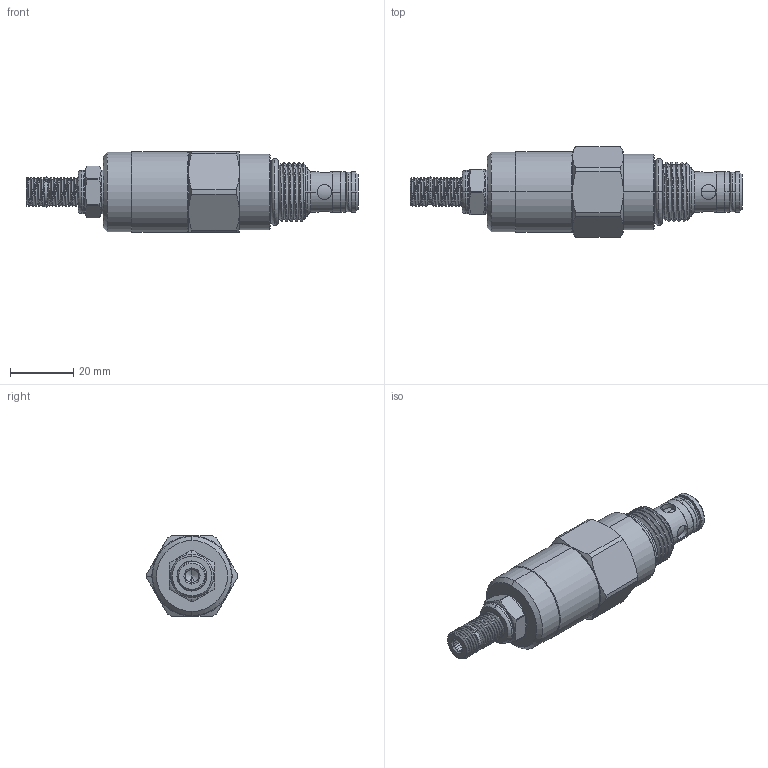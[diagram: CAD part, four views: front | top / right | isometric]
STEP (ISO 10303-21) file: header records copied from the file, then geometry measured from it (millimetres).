
FILE_DESCRIPTION (( 'STEP AP203' ), '1' );
FILE_NAME ('RD08W24-L.STEP', '2020-03-23T07:54:57', ( '' ), ( '' ), 'SwSTEP 2.0', 'SolidWorks 2018', '' );
FILE_SCHEMA (( 'CONFIG_CONTROL_DESIGN' ));
Length unit declared in the file: millimetre
Products named in the file (1): RD08W24-L
Bounding box: 104.89 x 28.57 x 25.4 mm (x, y, z)
Volume: 33690 mm3; surface area: 9311.1 mm2
Topology: 5 solids, 5 shells, 227 faces, 547 edges, 341 vertices
Faces by surface type: cylinder 101, plane 50, cone 45, torus 26, bspline 5
Entity records: 12499 total; most frequent: CARTESIAN_POINT 7395, ORIENTED_EDGE 1090, DIRECTION 1032, EDGE_CURVE 545, AXIS2_PLACEMENT_3D 431, VERTEX_POINT 341, EDGE_LOOP 246, ADVANCED_FACE 227
